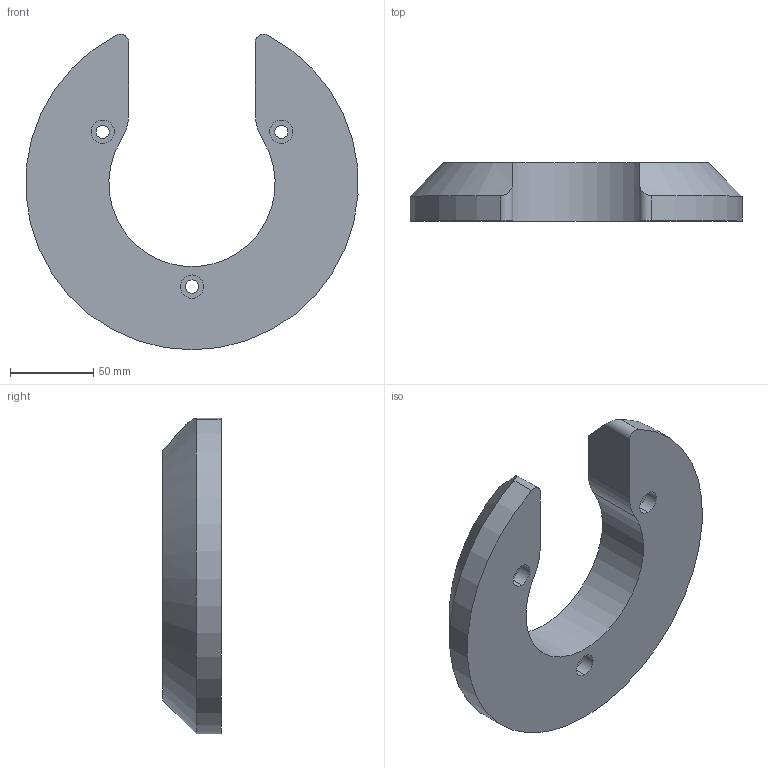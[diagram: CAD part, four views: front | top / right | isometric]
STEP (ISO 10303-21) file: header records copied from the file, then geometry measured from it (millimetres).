
FILE_DESCRIPTION (( 'STEP AP214' ), '1' );
FILE_NAME ('base_bas.STEP', '2021-02-25T10:09:07', ( 'Maxime' ), ( '' ), 'SwSTEP 2.0', 'SolidWorks 2020', '' );
FILE_SCHEMA (( 'AUTOMOTIVE_DESIGN' ));
Length unit declared in the file: millimetre
Products named in the file (1): base_bas
Bounding box: 199.54 x 35 x 189.71 mm (x, y, z)
Volume: 565446.2 mm3; surface area: 66744.4 mm2
Topology: 1 solids, 1 shells, 37 faces, 86 edges, 57 vertices
Faces by surface type: cylinder 25, plane 10, cone 2
Entity records: 1170 total; most frequent: CARTESIAN_POINT 231, DIRECTION 208, ORIENTED_EDGE 172, AXIS2_PLACEMENT_3D 88, EDGE_CURVE 86, VERTEX_POINT 57, CIRCLE 50, EDGE_LOOP 49
